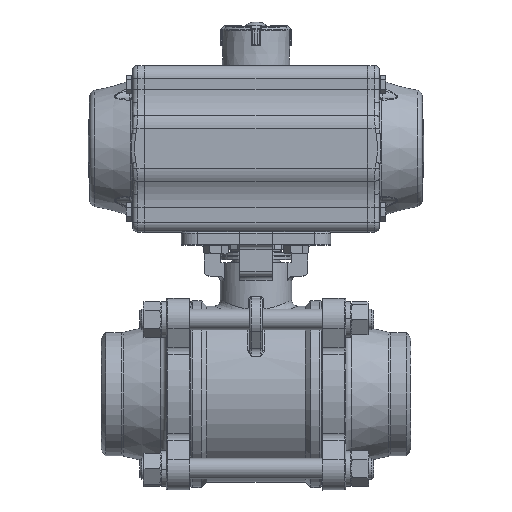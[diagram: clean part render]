
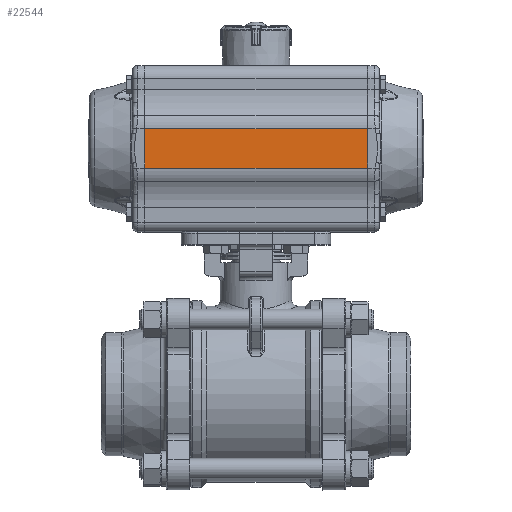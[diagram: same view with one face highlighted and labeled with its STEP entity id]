
A CAD part, top view. The second image highlights one B-rep face of the part: STEP entity #22544.
In plain terms, the highlighted face is planar.
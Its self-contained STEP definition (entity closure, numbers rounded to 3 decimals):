
#888=PLANE('',#25073);
#3034=LINE('',#62033,#4400);
#3045=LINE('',#62086,#4411);
#3067=LINE('',#62168,#4433);
#3068=LINE('',#62170,#4434);
#4400=VECTOR('',#30654,1000.);
#4411=VECTOR('',#30697,1000.);
#4433=VECTOR('',#30775,1000.);
#4434=VECTOR('',#30778,1000.);
#10210=ORIENTED_EDGE('',*,*,#13819,.T.);
#10211=ORIENTED_EDGE('',*,*,#13887,.F.);
#10212=ORIENTED_EDGE('',*,*,#13845,.F.);
#10213=ORIENTED_EDGE('',*,*,#13888,.T.);
#13819=EDGE_CURVE('',#16090,#16089,#3034,.T.);
#13845=EDGE_CURVE('',#16115,#16116,#3045,.T.);
#13887=EDGE_CURVE('',#16116,#16089,#3067,.T.);
#13888=EDGE_CURVE('',#16115,#16090,#3068,.T.);
#16089=VERTEX_POINT('',#62032);
#16090=VERTEX_POINT('',#62034);
#16115=VERTEX_POINT('',#62085);
#16116=VERTEX_POINT('',#62087);
#18934=EDGE_LOOP('',(#10210,#10211,#10212,#10213));
#20689=FACE_BOUND('',#18934,.T.);
#22544=ADVANCED_FACE('',(#20689),#888,.F.);
#25073=AXIS2_PLACEMENT_3D('',#62169,#30776,#30777);
#30654=DIRECTION('',(0.,1.,0.));
#30697=DIRECTION('',(0.,1.,0.));
#30775=DIRECTION('',(0.,0.,-1.));
#30776=DIRECTION('',(-1.,0.,0.));
#30777=DIRECTION('',(0.,0.,1.));
#30778=DIRECTION('',(0.,0.,-1.));
#62032=CARTESIAN_POINT('',(42.5,12.191,-68.5));
#62033=CARTESIAN_POINT('',(42.5,-12.191,-68.5));
#62034=CARTESIAN_POINT('',(42.5,-12.191,-68.5));
#62085=CARTESIAN_POINT('',(42.5,-12.191,68.5));
#62086=CARTESIAN_POINT('',(42.5,-12.191,68.5));
#62087=CARTESIAN_POINT('',(42.5,12.191,68.5));
#62168=CARTESIAN_POINT('',(42.5,12.191,68.5));
#62169=CARTESIAN_POINT('',(42.5,-12.191,68.5));
#62170=CARTESIAN_POINT('',(42.5,-12.191,68.5));
